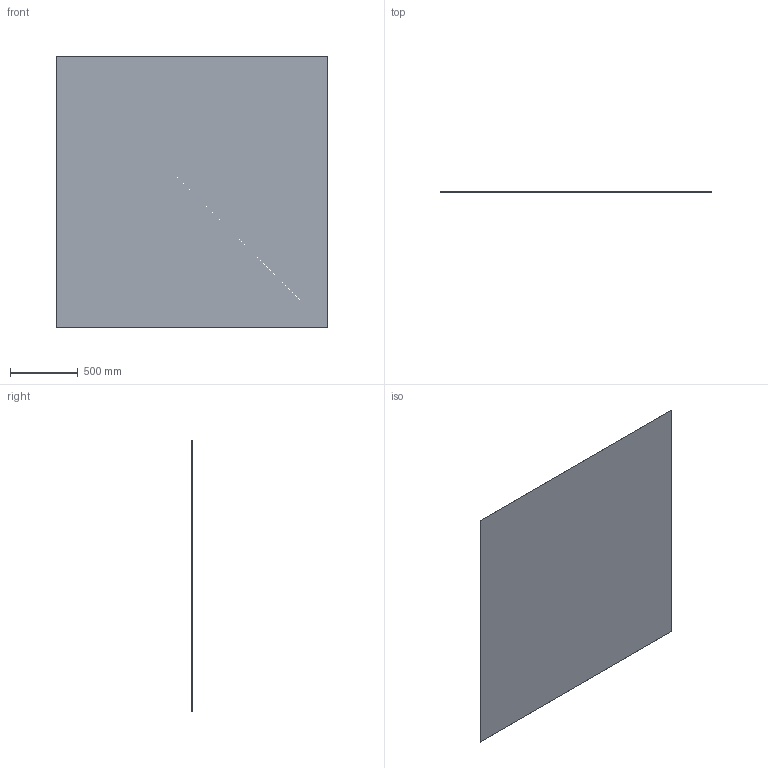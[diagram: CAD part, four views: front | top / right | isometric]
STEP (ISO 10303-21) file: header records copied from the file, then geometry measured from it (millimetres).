
FILE_DESCRIPTION (( 'STEP AP203' ), '1' );
FILE_NAME ('GROUND.STEP', '2026-01-20T11:21:54', ( '' ), ( '' ), 'SwSTEP 2.0', 'SolidWorks 2024', '' );
FILE_SCHEMA (( 'CONFIG_CONTROL_DESIGN' ));
Length unit declared in the file: millimetre
Products named in the file (1): GROUND
Bounding box: 2000 x 1 x 2000 mm (x, y, z)
Surface area: 4008000 mm2 (no closed solid volume)
Topology: 0 solids, 1 shells, 5 faces, 12 edges, 8 vertices
Faces by surface type: plane 5
Entity records: 221 total; most frequent: CARTESIAN_POINT 26, DIRECTION 24, ORIENTED_EDGE 20, VECTOR 12, LINE 12, EDGE_CURVE 12, VERTEX_POINT 8, PERSON_AND_ORGANIZATION 8
